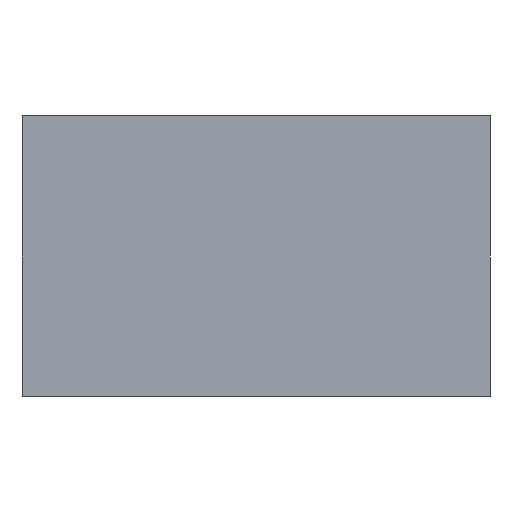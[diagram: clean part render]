
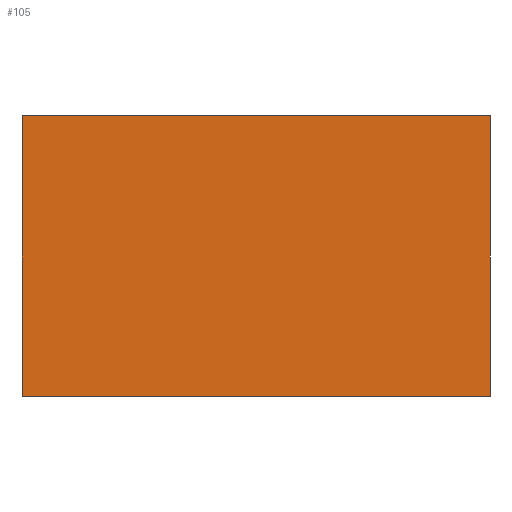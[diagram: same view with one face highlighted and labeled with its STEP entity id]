
A CAD part, front view. The second image highlights one B-rep face of the part: STEP entity #105.
In plain terms, the highlighted planar face has unit normal (0, -1, 0).
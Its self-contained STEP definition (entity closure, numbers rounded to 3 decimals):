
#105 = ADVANCED_FACE( '', ( #177 ), #178, .T. );
#177 = FACE_OUTER_BOUND( '', #227, .T. );
#178 = PLANE( '', #228 );
#227 = EDGE_LOOP( '', ( #310, #311, #312, #313 ) );
#228 = AXIS2_PLACEMENT_3D( '', #314, #315, #316 );
#310 = ORIENTED_EDGE( '', *, *, #355, .T. );
#311 = ORIENTED_EDGE( '', *, *, #365, .T. );
#312 = ORIENTED_EDGE( '', *, *, #367, .T. );
#313 = ORIENTED_EDGE( '', *, *, #337, .T. );
#314 = CARTESIAN_POINT( '', ( 0., -0.6, 0. ) );
#315 = DIRECTION( '', ( 0., -1., 0. ) );
#316 = DIRECTION( '', ( 0., 0., -1. ) );
#337 = EDGE_CURVE( '', #376, #374, #377, .T. );
#355 = EDGE_CURVE( '', #374, #403, #405, .T. );
#365 = EDGE_CURVE( '', #403, #415, #417, .T. );
#367 = EDGE_CURVE( '', #415, #376, #419, .T. );
#374 = VERTEX_POINT( '', #427 );
#376 = VERTEX_POINT( '', #430 );
#377 = LINE( '', #431, #432 );
#403 = VERTEX_POINT( '', #470 );
#405 = LINE( '', #473, #474 );
#415 = VERTEX_POINT( '', #488 );
#417 = LINE( '', #491, #492 );
#419 = LINE( '', #494, #495 );
#427 = CARTESIAN_POINT( '', ( -1., -0.6, 0.6 ) );
#430 = CARTESIAN_POINT( '', ( 1., -0.6, 0.6 ) );
#431 = CARTESIAN_POINT( '', ( 1., -0.6, 0.6 ) );
#432 = VECTOR( '', #500, 1000. );
#470 = CARTESIAN_POINT( '', ( -1., -0.6, -0.6 ) );
#473 = CARTESIAN_POINT( '', ( -1., -0.6, 0.6 ) );
#474 = VECTOR( '', #514, 1000. );
#488 = CARTESIAN_POINT( '', ( 1., -0.6, -0.6 ) );
#491 = CARTESIAN_POINT( '', ( -1., -0.6, -0.6 ) );
#492 = VECTOR( '', #520, 1000. );
#494 = CARTESIAN_POINT( '', ( 1., -0.6, -0.6 ) );
#495 = VECTOR( '', #521, 1000. );
#500 = DIRECTION( '', ( -1., 0., 0. ) );
#514 = DIRECTION( '', ( 0., 0., -1. ) );
#520 = DIRECTION( '', ( 1., 0., 0. ) );
#521 = DIRECTION( '', ( 0., 0., 1. ) );
